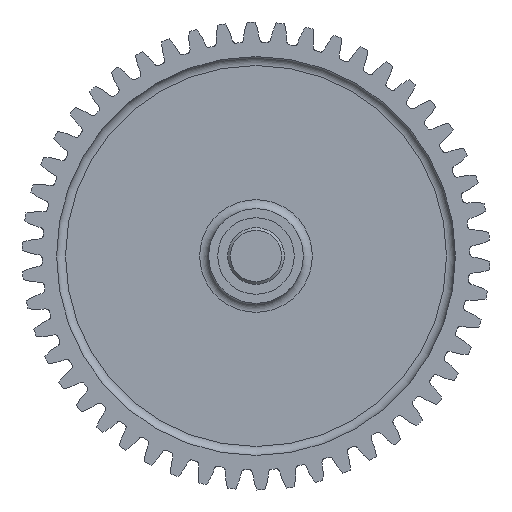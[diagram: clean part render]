
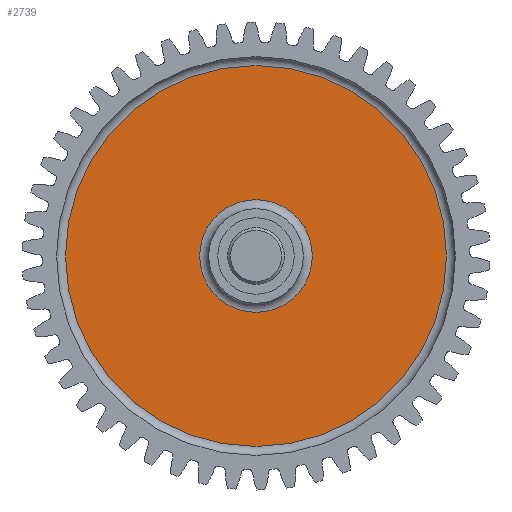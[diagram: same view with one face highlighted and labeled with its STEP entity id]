
A CAD part, front view. The second image highlights one B-rep face of the part: STEP entity #2739.
In plain terms, the highlighted planar face has unit normal (0, -1, 0).
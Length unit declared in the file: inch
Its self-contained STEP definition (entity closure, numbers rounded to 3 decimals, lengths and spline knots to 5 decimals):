
#179=FACE_BOUND('',#548,.T.);
#390=FACE_OUTER_BOUND('',#547,.T.);
#547=EDGE_LOOP('',(#2417));
#548=EDGE_LOOP('',(#2418));
#575=CIRCLE('',#2818,1.058);
#576=CIRCLE('',#2820,0.313);
#1039=VERTEX_POINT('',#3767);
#1040=VERTEX_POINT('',#3771);
#1319=EDGE_CURVE('',#1039,#1039,#575,.T.);
#1320=EDGE_CURVE('',#1040,#1040,#576,.T.);
#2417=ORIENTED_EDGE('',*,*,#1319,.T.);
#2418=ORIENTED_EDGE('',*,*,#1320,.T.);
#2446=PLANE('',#2996);
#2739=ADVANCED_FACE('',(#390,#179),#2446,.F.);
#2818=AXIS2_PLACEMENT_3D('',#3769,#3154,#3155);
#2820=AXIS2_PLACEMENT_3D('',#3772,#3158,#3159);
#2996=AXIS2_PLACEMENT_3D('',#19265,#3617,#3618);
#3154=DIRECTION('center_axis',(0.,-1.,0.));
#3155=DIRECTION('ref_axis',(0.866,0.,0.5));
#3158=DIRECTION('center_axis',(0.,1.,0.));
#3159=DIRECTION('ref_axis',(0.866,0.,0.5));
#3617=DIRECTION('center_axis',(0.,1.,0.));
#3618=DIRECTION('ref_axis',(0.866,0.,0.5));
#3767=CARTESIAN_POINT('',(0.07641,3.14938,-0.017));
#3769=CARTESIAN_POINT('Origin',(0.99266,3.14938,0.512));
#3771=CARTESIAN_POINT('',(0.7216,3.14938,0.3555));
#3772=CARTESIAN_POINT('Origin',(0.99266,3.14938,0.512));
#19265=CARTESIAN_POINT('Origin',(1.22043,3.14938,0.6435));
